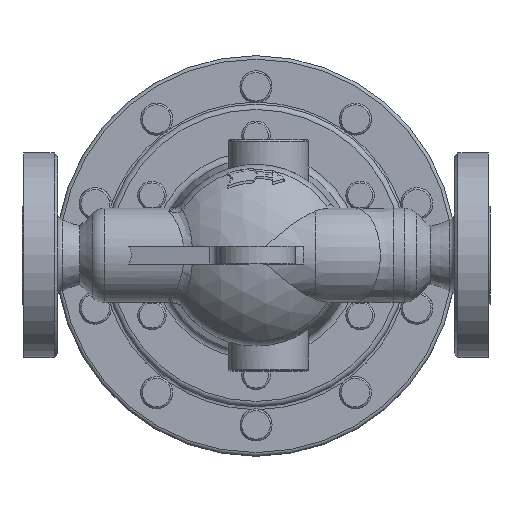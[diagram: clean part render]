
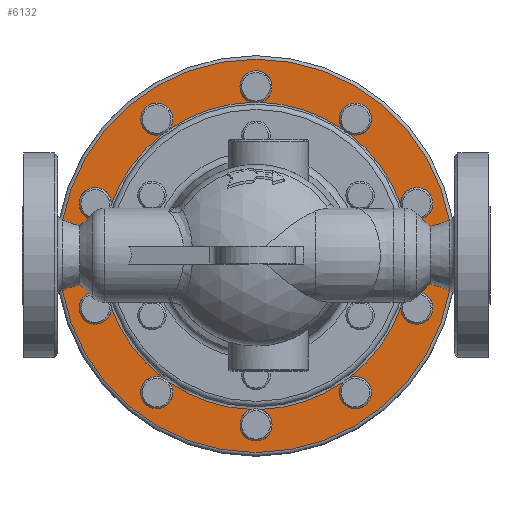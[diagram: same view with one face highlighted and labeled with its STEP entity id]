
A CAD part, top view. The second image highlights one B-rep face of the part: STEP entity #6132.
In plain terms, the highlighted planar face has unit normal (0, 0, 1).
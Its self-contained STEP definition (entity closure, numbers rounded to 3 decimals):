
#2886=CARTESIAN_POINT('',(-52.562,-68.475,-131.5));
#2887=VERTEX_POINT('',#2886);
#2888=CARTESIAN_POINT('',(-48.88,-71.15,-131.5));
#2889=VERTEX_POINT('',#2888);
#2901=CARTESIAN_POINT('',(-55.84,-76.857,-131.5));
#2902=DIRECTION('',(0.0,0.0,-1.0));
#2903=DIRECTION('',(-0.809,0.588,0.0));
#2904=AXIS2_PLACEMENT_3D('',#2901,#2902,#2903);
#2905=CIRCLE('',#2904,9.);
#2906=EDGE_CURVE('',#2889,#2887,#2905,.T.);
#3013=CARTESIAN_POINT('',(-82.772,-24.502,-131.5));
#3014=VERTEX_POINT('',#3013);
#3015=CARTESIAN_POINT('',(-81.366,-28.83,-131.5));
#3016=VERTEX_POINT('',#3015);
#3028=CARTESIAN_POINT('',(-90.35,-29.357,-131.5));
#3029=DIRECTION('',(0.0,0.0,-1.0));
#3030=DIRECTION('',(-0.309,0.951,0.0));
#3031=AXIS2_PLACEMENT_3D('',#3028,#3029,#3030);
#3032=CIRCLE('',#3031,9.);
#3033=EDGE_CURVE('',#3016,#3014,#3032,.T.);
#3140=CARTESIAN_POINT('',(-81.366,28.83,-131.5));
#3141=VERTEX_POINT('',#3140);
#3142=CARTESIAN_POINT('',(-82.772,24.502,-131.5));
#3143=VERTEX_POINT('',#3142);
#3157=CARTESIAN_POINT('',(-90.35,29.357,-131.5));
#3158=DIRECTION('',(0.0,0.0,-1.0));
#3159=DIRECTION('',(0.309,0.951,0.0));
#3160=AXIS2_PLACEMENT_3D('',#3157,#3158,#3159);
#3161=CIRCLE('',#3160,9.);
#3162=EDGE_CURVE('',#3143,#3141,#3161,.T.);
#3269=CARTESIAN_POINT('',(-48.88,71.15,-131.5));
#3270=VERTEX_POINT('',#3269);
#3271=CARTESIAN_POINT('',(-52.562,68.475,-131.5));
#3272=VERTEX_POINT('',#3271);
#3284=CARTESIAN_POINT('',(-55.84,76.857,-131.5));
#3285=DIRECTION('',(0.0,0.0,-1.0));
#3286=DIRECTION('',(0.809,0.588,0.0));
#3287=AXIS2_PLACEMENT_3D('',#3284,#3285,#3286);
#3288=CIRCLE('',#3287,9.);
#3289=EDGE_CURVE('',#3272,#3270,#3288,.T.);
#3396=CARTESIAN_POINT('',(2.276,86.292,-131.5));
#3397=VERTEX_POINT('',#3396);
#3398=CARTESIAN_POINT('',(-2.276,86.292,-131.5));
#3399=VERTEX_POINT('',#3398);
#3413=CARTESIAN_POINT('',(0.,95.0,-131.5));
#3414=DIRECTION('',(0.0,0.0,-1.0));
#3415=DIRECTION('',(1.0,0.0,0.0));
#3416=AXIS2_PLACEMENT_3D('',#3413,#3414,#3415);
#3417=CIRCLE('',#3416,9.);
#3418=EDGE_CURVE('',#3399,#3397,#3417,.T.);
#3525=CARTESIAN_POINT('',(52.562,68.475,-131.5));
#3526=VERTEX_POINT('',#3525);
#3527=CARTESIAN_POINT('',(48.88,71.15,-131.5));
#3528=VERTEX_POINT('',#3527);
#3540=CARTESIAN_POINT('',(55.84,76.857,-131.5));
#3541=DIRECTION('',(0.0,0.0,-1.0));
#3542=DIRECTION('',(0.809,-0.588,0.0));
#3543=AXIS2_PLACEMENT_3D('',#3540,#3541,#3542);
#3544=CIRCLE('',#3543,9.);
#3545=EDGE_CURVE('',#3528,#3526,#3544,.T.);
#3652=CARTESIAN_POINT('',(82.772,24.502,-131.5));
#3653=VERTEX_POINT('',#3652);
#3654=CARTESIAN_POINT('',(81.366,28.83,-131.5));
#3655=VERTEX_POINT('',#3654);
#3667=CARTESIAN_POINT('',(90.35,29.357,-131.5));
#3668=DIRECTION('',(0.0,0.0,-1.0));
#3669=DIRECTION('',(0.309,-0.951,0.0));
#3670=AXIS2_PLACEMENT_3D('',#3667,#3668,#3669);
#3671=CIRCLE('',#3670,9.);
#3672=EDGE_CURVE('',#3655,#3653,#3671,.T.);
#3779=CARTESIAN_POINT('',(81.366,-28.83,-131.5));
#3780=VERTEX_POINT('',#3779);
#3781=CARTESIAN_POINT('',(82.772,-24.502,-131.5));
#3782=VERTEX_POINT('',#3781);
#3796=CARTESIAN_POINT('',(90.35,-29.357,-131.5));
#3797=DIRECTION('',(0.0,0.0,-1.0));
#3798=DIRECTION('',(-0.309,-0.951,0.0));
#3799=AXIS2_PLACEMENT_3D('',#3796,#3797,#3798);
#3800=CIRCLE('',#3799,9.);
#3801=EDGE_CURVE('',#3782,#3780,#3800,.T.);
#3908=CARTESIAN_POINT('',(48.88,-71.15,-131.5));
#3909=VERTEX_POINT('',#3908);
#3910=CARTESIAN_POINT('',(52.562,-68.475,-131.5));
#3911=VERTEX_POINT('',#3910);
#3923=CARTESIAN_POINT('',(55.84,-76.857,-131.5));
#3924=DIRECTION('',(0.0,0.0,-1.0));
#3925=DIRECTION('',(-0.809,-0.588,0.0));
#3926=AXIS2_PLACEMENT_3D('',#3923,#3924,#3925);
#3927=CIRCLE('',#3926,9.);
#3928=EDGE_CURVE('',#3911,#3909,#3927,.T.);
#6024=CARTESIAN_POINT('',(0.0,0.0,-131.5));
#6025=DIRECTION('',(0.0,0.0,-1.0));
#6026=DIRECTION('',(-1.0,0.0,0.0));
#6027=AXIS2_PLACEMENT_3D('',#6024,#6025,#6026);
#6028=PLANE('',#6027);
#6029=CARTESIAN_POINT('',(110.5,0.,-131.5));
#6030=VERTEX_POINT('',#6029);
#6031=CARTESIAN_POINT('',(0.0,0.0,-131.5));
#6032=DIRECTION('',(0.0,0.0,-1.0));
#6033=DIRECTION('',(-1.0,0.0,0.0));
#6034=AXIS2_PLACEMENT_3D('',#6031,#6032,#6033);
#6035=CIRCLE('',#6034,110.5);
#6036=EDGE_CURVE('',#6030,#6030,#6035,.T.);
#6037=ORIENTED_EDGE('',*,*,#6036,.F.);
#6038=EDGE_LOOP('',(#6037));
#6039=FACE_OUTER_BOUND('',#6038,.T.);
#6040=ORIENTED_EDGE('',*,*,#2906,.T.);
#6041=CARTESIAN_POINT('',(0.0,0.0,-131.5));
#6042=DIRECTION('',(0.0,0.0,1.0));
#6043=DIRECTION('',(-1.0,0.0,0.0));
#6044=AXIS2_PLACEMENT_3D('',#6041,#6042,#6043);
#6045=CIRCLE('',#6044,86.322);
#6046=EDGE_CURVE('',#3016,#2887,#6045,.T.);
#6047=ORIENTED_EDGE('',*,*,#6046,.F.);
#6048=ORIENTED_EDGE('',*,*,#3033,.T.);
#6049=CARTESIAN_POINT('',(0.0,0.0,-131.5));
#6050=DIRECTION('',(0.0,0.0,1.0));
#6051=DIRECTION('',(-1.0,0.0,0.0));
#6052=AXIS2_PLACEMENT_3D('',#6049,#6050,#6051);
#6053=CIRCLE('',#6052,86.322);
#6054=EDGE_CURVE('',#3143,#3014,#6053,.T.);
#6055=ORIENTED_EDGE('',*,*,#6054,.F.);
#6056=ORIENTED_EDGE('',*,*,#3162,.T.);
#6057=CARTESIAN_POINT('',(0.0,0.0,-131.5));
#6058=DIRECTION('',(0.0,0.0,1.0));
#6059=DIRECTION('',(-1.0,0.0,0.0));
#6060=AXIS2_PLACEMENT_3D('',#6057,#6058,#6059);
#6061=CIRCLE('',#6060,86.322);
#6062=EDGE_CURVE('',#3272,#3141,#6061,.T.);
#6063=ORIENTED_EDGE('',*,*,#6062,.F.);
#6064=ORIENTED_EDGE('',*,*,#3289,.T.);
#6065=CARTESIAN_POINT('',(0.0,0.0,-131.5));
#6066=DIRECTION('',(0.0,0.0,1.0));
#6067=DIRECTION('',(-1.0,0.0,0.0));
#6068=AXIS2_PLACEMENT_3D('',#6065,#6066,#6067);
#6069=CIRCLE('',#6068,86.322);
#6070=EDGE_CURVE('',#3399,#3270,#6069,.T.);
#6071=ORIENTED_EDGE('',*,*,#6070,.F.);
#6072=ORIENTED_EDGE('',*,*,#3418,.T.);
#6073=CARTESIAN_POINT('',(0.0,0.0,-131.5));
#6074=DIRECTION('',(0.0,0.0,1.0));
#6075=DIRECTION('',(-1.0,0.0,0.0));
#6076=AXIS2_PLACEMENT_3D('',#6073,#6074,#6075);
#6077=CIRCLE('',#6076,86.322);
#6078=EDGE_CURVE('',#3528,#3397,#6077,.T.);
#6079=ORIENTED_EDGE('',*,*,#6078,.F.);
#6080=ORIENTED_EDGE('',*,*,#3545,.T.);
#6081=CARTESIAN_POINT('',(0.0,0.0,-131.5));
#6082=DIRECTION('',(0.0,0.0,1.0));
#6083=DIRECTION('',(-1.0,0.0,0.0));
#6084=AXIS2_PLACEMENT_3D('',#6081,#6082,#6083);
#6085=CIRCLE('',#6084,86.322);
#6086=EDGE_CURVE('',#3655,#3526,#6085,.T.);
#6087=ORIENTED_EDGE('',*,*,#6086,.F.);
#6088=ORIENTED_EDGE('',*,*,#3672,.T.);
#6089=CARTESIAN_POINT('',(0.0,0.0,-131.5));
#6090=DIRECTION('',(0.0,0.0,1.0));
#6091=DIRECTION('',(-1.0,0.0,0.0));
#6092=AXIS2_PLACEMENT_3D('',#6089,#6090,#6091);
#6093=CIRCLE('',#6092,86.322);
#6094=EDGE_CURVE('',#3782,#3653,#6093,.T.);
#6095=ORIENTED_EDGE('',*,*,#6094,.F.);
#6096=ORIENTED_EDGE('',*,*,#3801,.T.);
#6097=CARTESIAN_POINT('',(0.0,0.0,-131.5));
#6098=DIRECTION('',(0.0,0.0,1.0));
#6099=DIRECTION('',(-1.0,0.0,0.0));
#6100=AXIS2_PLACEMENT_3D('',#6097,#6098,#6099);
#6101=CIRCLE('',#6100,86.322);
#6102=EDGE_CURVE('',#3911,#3780,#6101,.T.);
#6103=ORIENTED_EDGE('',*,*,#6102,.F.);
#6104=ORIENTED_EDGE('',*,*,#3928,.T.);
#6105=CARTESIAN_POINT('',(2.276,-86.292,-131.5));
#6106=VERTEX_POINT('',#6105);
#6107=CARTESIAN_POINT('',(0.0,0.0,-131.5));
#6108=DIRECTION('',(0.0,0.0,1.0));
#6109=DIRECTION('',(-1.0,0.0,0.0));
#6110=AXIS2_PLACEMENT_3D('',#6107,#6108,#6109);
#6111=CIRCLE('',#6110,86.322);
#6112=EDGE_CURVE('',#6106,#3909,#6111,.T.);
#6113=ORIENTED_EDGE('',*,*,#6112,.F.);
#6114=CARTESIAN_POINT('',(-2.276,-86.292,-131.5));
#6115=VERTEX_POINT('',#6114);
#6116=CARTESIAN_POINT('',(0.0,-95.0,-131.5));
#6117=DIRECTION('',(0.0,0.0,-1.0));
#6118=DIRECTION('',(-1.0,0.0,0.0));
#6119=AXIS2_PLACEMENT_3D('',#6116,#6117,#6118);
#6120=CIRCLE('',#6119,9.);
#6121=EDGE_CURVE('',#6106,#6115,#6120,.T.);
#6122=ORIENTED_EDGE('',*,*,#6121,.T.);
#6123=CARTESIAN_POINT('',(0.0,0.0,-131.5));
#6124=DIRECTION('',(0.0,0.0,1.0));
#6125=DIRECTION('',(-1.0,0.0,0.0));
#6126=AXIS2_PLACEMENT_3D('',#6123,#6124,#6125);
#6127=CIRCLE('',#6126,86.322);
#6128=EDGE_CURVE('',#2889,#6115,#6127,.T.);
#6129=ORIENTED_EDGE('',*,*,#6128,.F.);
#6130=EDGE_LOOP('',(#6040,#6047,#6048,#6055,#6056,#6063,#6064,#6071,#6072,#6079,#6080,#6087,#6088,#6095,#6096,#6103,#6104,#6113,#6122,#6129));
#6131=FACE_BOUND('',#6130,.T.);
#6132=ADVANCED_FACE('',(#6039,#6131),#6028,.F.);
